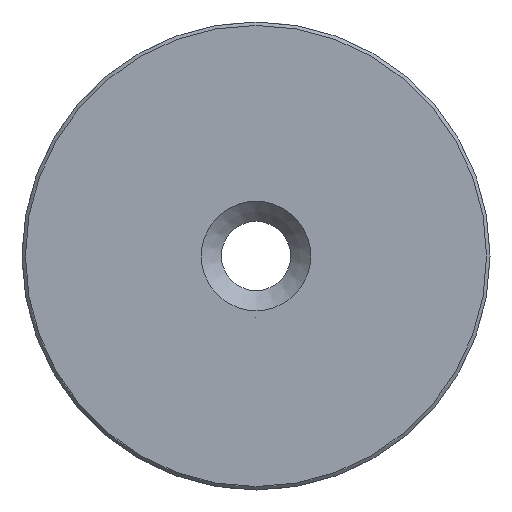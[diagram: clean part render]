
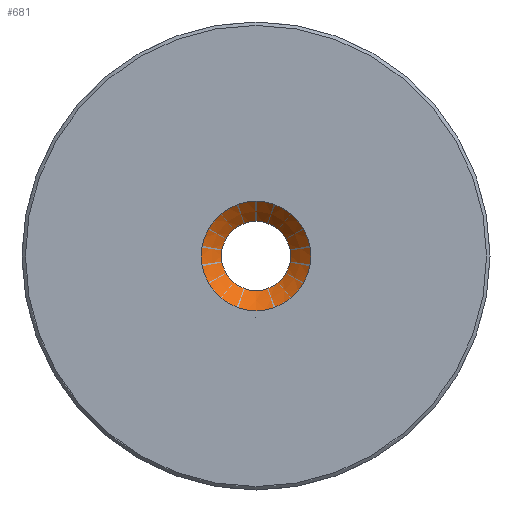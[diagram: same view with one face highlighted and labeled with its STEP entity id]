
A CAD part, front view. The second image highlights one B-rep face of the part: STEP entity #681.
In plain terms, the highlighted conical face has half-angle 45 degrees and reference radius 1.714 mm.
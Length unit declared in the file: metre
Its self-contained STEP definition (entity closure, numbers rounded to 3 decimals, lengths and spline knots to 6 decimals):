
#41=CONICAL_SURFACE('',#821,0.001714,0.785);
#207=ORIENTED_EDGE('',*,*,#385,.F.);
#208=ORIENTED_EDGE('',*,*,#351,.F.);
#351=EDGE_CURVE('',#447,#447,#501,.T.);
#385=EDGE_CURVE('',#474,#474,#521,.F.);
#447=VERTEX_POINT('',#1247);
#474=VERTEX_POINT('',#1369);
#501=CIRCLE('',#787,0.001714);
#521=CIRCLE('',#820,0.002714);
#562=EDGE_LOOP('',(#207));
#563=EDGE_LOOP('',(#208));
#626=FACE_BOUND('',#562,.T.);
#627=FACE_BOUND('',#563,.T.);
#681=ADVANCED_FACE('',(#626,#627),#41,.F.);
#787=AXIS2_PLACEMENT_3D('',#1246,#889,#890);
#820=AXIS2_PLACEMENT_3D('',#1368,#955,#956);
#821=AXIS2_PLACEMENT_3D('',#1370,#957,#958);
#889=DIRECTION('',(0.,-1.,0.));
#890=DIRECTION('',(0.,0.,-1.));
#955=DIRECTION('',(0.,-1.,0.));
#956=DIRECTION('',(0.,0.,-1.));
#957=DIRECTION('',(0.,-1.,0.));
#958=DIRECTION('',(0.,0.,-1.));
#1246=CARTESIAN_POINT('',(0.,0.002,0.));
#1247=CARTESIAN_POINT('',(0.,0.002,-0.001714));
#1368=CARTESIAN_POINT('',(0.,0.001,0.));
#1369=CARTESIAN_POINT('',(0.,0.001,-0.002714));
#1370=CARTESIAN_POINT('',(0.,0.002,0.));
